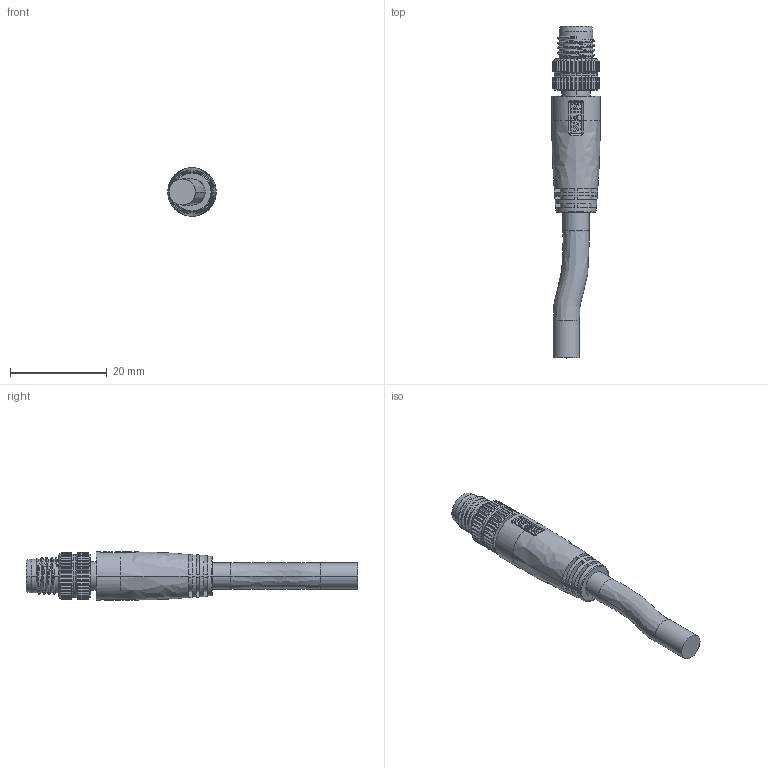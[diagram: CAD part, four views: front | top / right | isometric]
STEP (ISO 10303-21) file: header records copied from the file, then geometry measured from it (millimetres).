
FILE_DESCRIPTION((''),'2;1');
FILE_NAME('M8-MC04-T_SW0002','2024-03-15T',('13288'),(''),'PRO/ENGINEER BY PARAMETRIC TECHNOLOGY CORPORATION, 2012480','PRO/ENGINEER BY PARAMETRIC TECHNOLOGY CORPORATION, 2012480','');
FILE_SCHEMA(('CONFIG_CONTROL_DESIGN'));
Length unit declared in the file: inch
Products named in the file (1): M8-MC04-T_SW0002
Bounding box: 10 x 68.45 x 10 mm (x, y, z)
Volume: 2950 mm3; surface area: 2430.8 mm2
Topology: 1 solids, 1 shells, 509 faces, 1394 edges, 904 vertices
Faces by surface type: plane 280, cylinder 145, bspline 48, cone 16, torus 12, sphere 8
Entity records: 21354 total; most frequent: CARTESIAN_POINT 9614, ORIENTED_EDGE 2772, DIRECTION 1964, EDGE_CURVE 1386, VERTEX_POINT 904, AXIS2_PLACEMENT_3D 733, B_SPLINE_CURVE_WITH_KNOTS 616, EDGE_LOOP 534
